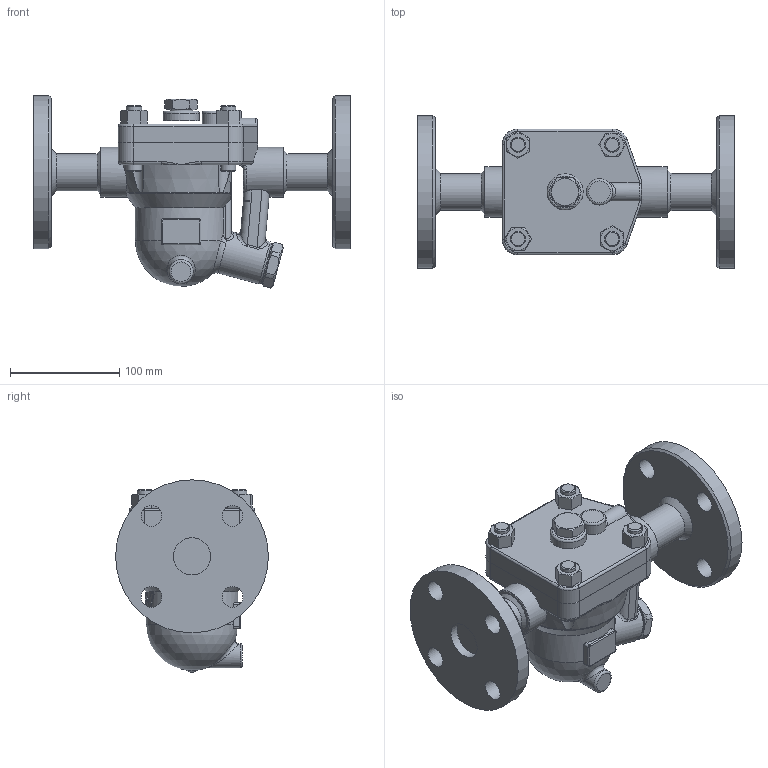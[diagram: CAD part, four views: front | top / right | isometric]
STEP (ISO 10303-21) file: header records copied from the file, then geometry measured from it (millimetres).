
FILE_DESCRIPTION((''),'2;1');
FILE_NAME('j5slp-040-jis10-00.stp','2010-08-23T09:23:45',('nakaot'),(''),'Autodesk Inventor 2008','Autodesk Inventor 2008','');
FILE_SCHEMA(('AUTOMOTIVE_DESIGN { 1 0 10303 214 1 1 1 1 }'));
Length unit declared in the file: millimetre
Products named in the file (1): j5slp-040-jis10-00
Bounding box: 290 x 140 x 176.02 mm (x, y, z)
Volume: 1919013.1 mm3; surface area: 203351.3 mm2
Topology: 2 solids, 3 shells, 346 faces, 839 edges, 529 vertices
Faces by surface type: plane 118, cylinder 87, bspline 72, cone 52, torus 16, sphere 1
Full cylindrical faces by diameter (mm): 14 x12, 19 x4, 21 x1, 22 x1, 24 x1, 33 x1, 34 x2, 38 x1, 40 x1, 46 x2, 80 x1, 140 x1
Entity records: 20359 total; most frequent: CARTESIAN_POINT 13098, ORIENTED_EDGE 1508, DIRECTION 1384, EDGE_CURVE 754, AXIS2_PLACEMENT_3D 582, VERTEX_POINT 508, EDGE_LOOP 466, FACE_OUTER_BOUND 344
